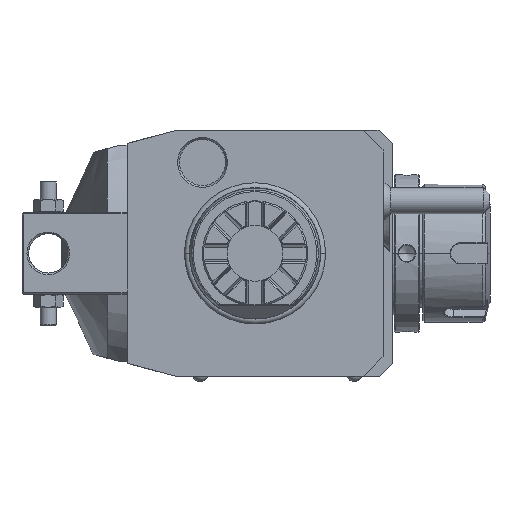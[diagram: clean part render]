
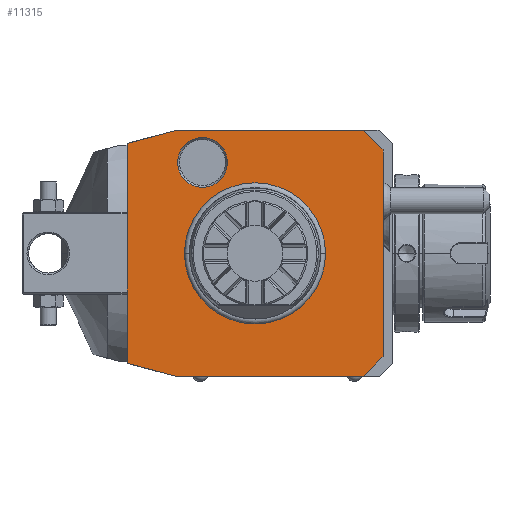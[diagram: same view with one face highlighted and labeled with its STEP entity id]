
A CAD part, front view. The second image highlights one B-rep face of the part: STEP entity #11315.
In plain terms, the highlighted planar face has unit normal (0, -1, 0).
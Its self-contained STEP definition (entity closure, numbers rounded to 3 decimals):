
#1=DIRECTION('',(0.966,0.,-0.259));
#2=VECTOR('',#1,15.529);
#3=CARTESIAN_POINT('',(-39.,0.,-33.481));
#4=LINE('',#3,#2);
#5=DIRECTION('',(0.,0.,-1.));
#6=VECTOR('',#5,66.962);
#7=CARTESIAN_POINT('',(-39.,0.,33.481));
#8=LINE('',#7,#6);
#9=DIRECTION('',(-0.966,0.,-0.259));
#10=VECTOR('',#9,15.529);
#11=CARTESIAN_POINT('',(-24.,0.,37.5));
#12=LINE('',#11,#10);
#13=DIRECTION('',(-1.,0.,0.));
#14=VECTOR('',#13,57.);
#15=CARTESIAN_POINT('',(33.,0.,37.5));
#16=LINE('',#15,#14);
#17=DIRECTION('',(-0.707,0.,0.707));
#18=VECTOR('',#17,8.485);
#19=CARTESIAN_POINT('',(39.,0.,31.5));
#20=LINE('',#19,#18);
#21=DIRECTION('',(0.,0.,1.));
#22=VECTOR('',#21,63.);
#23=CARTESIAN_POINT('',(39.,0.,-31.5));
#24=LINE('',#23,#22);
#25=DIRECTION('',(0.707,0.,0.707));
#26=VECTOR('',#25,8.485);
#27=CARTESIAN_POINT('',(33.,0.,-37.5));
#28=LINE('',#27,#26);
#29=DIRECTION('',(1.,0.,0.));
#30=VECTOR('',#29,57.);
#31=CARTESIAN_POINT('',(-24.,0.,-37.5));
#32=LINE('',#31,#30);
#33=CARTESIAN_POINT('',(-16.,0.,27.713));
#34=DIRECTION('',(0.,1.,0.));
#35=DIRECTION('',(-1.,0.,0.));
#36=AXIS2_PLACEMENT_3D('',#33,#34,#35);
#38=CARTESIAN_POINT('',(-16.,0.,27.713));
#39=DIRECTION('',(0.,1.,0.));
#40=DIRECTION('',(1.,0.,0.));
#41=AXIS2_PLACEMENT_3D('',#38,#39,#40);
#7438=CARTESIAN_POINT('',(0.,0.,0.));
#7439=DIRECTION('',(0.,-1.,0.));
#7440=DIRECTION('',(1.,0.,0.));
#7441=AXIS2_PLACEMENT_3D('',#7438,#7439,#7440);
#7443=CARTESIAN_POINT('',(0.,0.,0.));
#7444=DIRECTION('',(0.,-1.,0.));
#7445=DIRECTION('',(-1.,0.,0.));
#7446=AXIS2_PLACEMENT_3D('',#7443,#7444,#7445);
#10142=CARTESIAN_POINT('',(-23.577,0.,
27.713));
#10143=CARTESIAN_POINT('',(-8.423,0.,
27.713));
#10144=VERTEX_POINT('',#10142);
#10145=VERTEX_POINT('',#10143);
#11116=CARTESIAN_POINT('',(-39.,0.,-33.481));
#11117=CARTESIAN_POINT('',(-24.,0.,-37.5));
#11118=VERTEX_POINT('',#11116);
#11119=VERTEX_POINT('',#11117);
#11120=CARTESIAN_POINT('',(33.,0.,-37.5));
#11121=VERTEX_POINT('',#11120);
#11122=CARTESIAN_POINT('',(39.,0.,-31.5));
#11123=VERTEX_POINT('',#11122);
#11124=CARTESIAN_POINT('',(39.,0.,31.5));
#11125=VERTEX_POINT('',#11124);
#11126=CARTESIAN_POINT('',(33.,0.,37.5));
#11127=VERTEX_POINT('',#11126);
#11128=CARTESIAN_POINT('',(-24.,0.,37.5));
#11129=VERTEX_POINT('',#11128);
#11130=CARTESIAN_POINT('',(-39.,0.,33.481));
#11131=VERTEX_POINT('',#11130);
#11172=CARTESIAN_POINT('',(21.137,0.,0.));
#11173=CARTESIAN_POINT('',(-21.137,0.,0.));
#11174=VERTEX_POINT('',#11172);
#11175=VERTEX_POINT('',#11173);
#11280=CARTESIAN_POINT('',(0.,0.,0.));
#11281=DIRECTION('',(0.,-1.,0.));
#11282=DIRECTION('',(-1.,0.,0.));
#11283=AXIS2_PLACEMENT_3D('',#11280,#11281,#11282);
#11284=PLANE('',#11283);
#11286=ORIENTED_EDGE('',*,*,#11285,.F.);
#11288=ORIENTED_EDGE('',*,*,#11287,.F.);
#11290=ORIENTED_EDGE('',*,*,#11289,.F.);
#11292=ORIENTED_EDGE('',*,*,#11291,.F.);
#11294=ORIENTED_EDGE('',*,*,#11293,.F.);
#11296=ORIENTED_EDGE('',*,*,#11295,.F.);
#11298=ORIENTED_EDGE('',*,*,#11297,.F.);
#11300=ORIENTED_EDGE('',*,*,#11299,.F.);
#11301=EDGE_LOOP('',(#11286,#11288,#11290,#11292,#11294,#11296,#11298,#11300));
#11302=FACE_OUTER_BOUND('',#11301,.F.);
#11304=ORIENTED_EDGE('',*,*,#11303,.T.);
#11306=ORIENTED_EDGE('',*,*,#11305,.T.);
#11307=EDGE_LOOP('',(#11304,#11306));
#11308=FACE_BOUND('',#11307,.F.);
#11310=ORIENTED_EDGE('',*,*,#11309,.F.);
#11312=ORIENTED_EDGE('',*,*,#11311,.F.);
#11313=EDGE_LOOP('',(#11310,#11312));
#11314=FACE_BOUND('',#11313,.F.);
#37=CIRCLE('',#36,7.577);
#42=CIRCLE('',#41,7.577);
#7442=CIRCLE('',#7441,21.137);
#7447=CIRCLE('',#7446,21.137);
#11285=EDGE_CURVE('',#11118,#11119,#4,.T.);
#11287=EDGE_CURVE('',#11131,#11118,#8,.T.);
#11289=EDGE_CURVE('',#11129,#11131,#12,.T.);
#11291=EDGE_CURVE('',#11127,#11129,#16,.T.);
#11293=EDGE_CURVE('',#11125,#11127,#20,.T.);
#11295=EDGE_CURVE('',#11123,#11125,#24,.T.);
#11297=EDGE_CURVE('',#11121,#11123,#28,.T.);
#11299=EDGE_CURVE('',#11119,#11121,#32,.T.);
#11303=EDGE_CURVE('',#11174,#11175,#7442,.T.);
#11305=EDGE_CURVE('',#11175,#11174,#7447,.T.);
#11309=EDGE_CURVE('',#10144,#10145,#37,.T.);
#11311=EDGE_CURVE('',#10145,#10144,#42,.T.);
#11315=ADVANCED_FACE('',(#11302,#11308,#11314),#11284,.T.);
